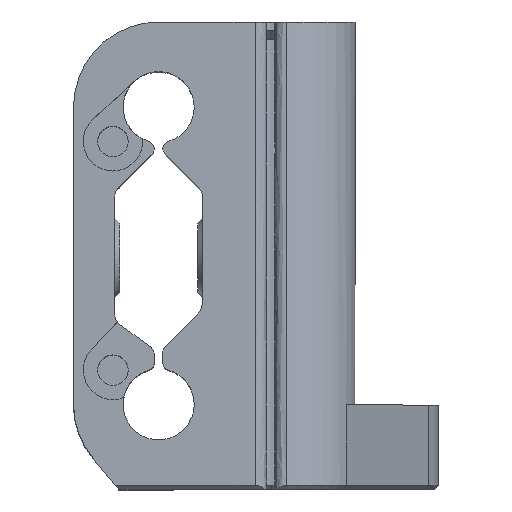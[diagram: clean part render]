
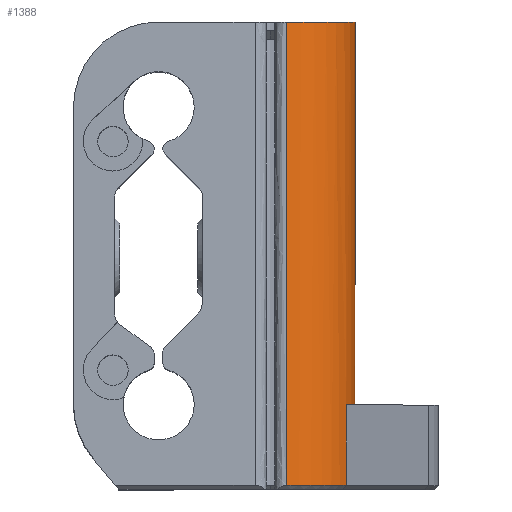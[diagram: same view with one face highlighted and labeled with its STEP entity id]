
A CAD part, top view. The second image highlights one B-rep face of the part: STEP entity #1388.
In plain terms, the highlighted cylindrical face has radius 10 mm (diameter 20 mm), a partial arc.
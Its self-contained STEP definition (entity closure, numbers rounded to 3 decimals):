
#46 = ORIENTED_EDGE ( 'NONE', *, *, #665, .F. ) ;
#144 = DIRECTION ( 'NONE',  ( 0., 0., -1. ) ) ;
#153 = VECTOR ( 'NONE', #1952, 1000. ) ;
#182 = VERTEX_POINT ( 'NONE', #270 ) ;
#270 = CARTESIAN_POINT ( 'NONE',  ( 22.158, -17.6, 76.149 ) ) ;
#345 = DIRECTION ( 'NONE',  ( 0., -1., 0. ) ) ;
#371 = CIRCLE ( 'NONE', #1381, 10. ) ;
#608 = CARTESIAN_POINT ( 'NONE',  ( 13.2, -27.6, 71.705 ) ) ;
#624 = EDGE_CURVE ( 'NONE', #6285, #4004, #4654, .T. ) ;
#665 = EDGE_CURVE ( 'NONE', #6285, #5408, #6568, .T. ) ;
#907 = EDGE_CURVE ( 'NONE', #4977, #182, #3245, .T. ) ;
#1073 = DIRECTION ( 'NONE',  ( 0., 1., 0. ) ) ;
#1204 = CYLINDRICAL_SURFACE ( 'NONE', #6106, 10. ) ;
#1265 = ORIENTED_EDGE ( 'NONE', *, *, #4310, .F. ) ;
#1381 = AXIS2_PLACEMENT_3D ( 'NONE', #2659, #1073, #4041 ) ;
#1388 = ADVANCED_FACE ( 'NONE', ( #5861 ), #1204, .T. ) ;
#1403 = AXIS2_PLACEMENT_3D ( 'NONE', #3501, #3478, #6023 ) ;
#1623 = DIRECTION ( 'NONE',  ( 0., -1., 0. ) ) ;
#1706 = CARTESIAN_POINT ( 'NONE',  ( 13.2, 27.6, 61.705 ) ) ;
#1762 = ORIENTED_EDGE ( 'NONE', *, *, #907, .F. ) ;
#1952 = DIRECTION ( 'NONE',  ( 0., -1., 0. ) ) ;
#2007 = EDGE_CURVE ( 'NONE', #182, #3448, #6497, .T. ) ;
#2420 = CARTESIAN_POINT ( 'NONE',  ( 22.158, 25.246, 76.149 ) ) ;
#2627 = ORIENTED_EDGE ( 'NONE', *, *, #624, .T. ) ;
#2659 = CARTESIAN_POINT ( 'NONE',  ( 13.2, -27.1, 71.705 ) ) ;
#2851 = CARTESIAN_POINT ( 'NONE',  ( 13.2, 17.55, 61.705 ) ) ;
#3008 = CARTESIAN_POINT ( 'NONE',  ( 15.149, -27.1, 81.513 ) ) ;
#3245 = CIRCLE ( 'NONE', #5363, 10. ) ;
#3372 = LINE ( 'NONE', #2851, #5274 ) ;
#3391 = CARTESIAN_POINT ( 'NONE',  ( 15.149, -8.867, 81.513 ) ) ;
#3448 = VERTEX_POINT ( 'NONE', #5027 ) ;
#3478 = DIRECTION ( 'NONE',  ( 0., 1., 0. ) ) ;
#3501 = CARTESIAN_POINT ( 'NONE',  ( 13.2, 27.6, 71.705 ) ) ;
#3592 = DIRECTION ( 'NONE',  ( 0., 1., 0. ) ) ;
#3822 = CARTESIAN_POINT ( 'NONE',  ( 15.149, 9.367, 81.513 ) ) ;
#4004 = VERTEX_POINT ( 'NONE', #3008 ) ;
#4041 = DIRECTION ( 'NONE',  ( 0., 0., 1. ) ) ;
#4310 = EDGE_CURVE ( 'NONE', #5408, #4977, #3372, .T. ) ;
#4482 = CARTESIAN_POINT ( 'NONE',  ( 15.149, -27.1, 81.513 ) ) ;
#4654 = B_SPLINE_CURVE_WITH_KNOTS ( 'NONE', 3,
 ( #5868, #3822, #3391, #4482 ),
 .UNSPECIFIED., .F., .F.,
 ( 4, 4 ),
 ( 0., 0.991 ),
 .UNSPECIFIED. ) ;
#4678 = ORIENTED_EDGE ( 'NONE', *, *, #5983, .T. ) ;
#4977 = VERTEX_POINT ( 'NONE', #6448 ) ;
#5027 = CARTESIAN_POINT ( 'NONE',  ( 22.158, -27.1, 76.149 ) ) ;
#5139 = DIRECTION ( 'NONE',  ( -1., 0., 0. ) ) ;
#5244 = CARTESIAN_POINT ( 'NONE',  ( 15.149, 27.6, 81.513 ) ) ;
#5274 = VECTOR ( 'NONE', #345, 1000. ) ;
#5363 = AXIS2_PLACEMENT_3D ( 'NONE', #5708, #1623, #144 ) ;
#5390 = ORIENTED_EDGE ( 'NONE', *, *, #2007, .F. ) ;
#5408 = VERTEX_POINT ( 'NONE', #1706 ) ;
#5708 = CARTESIAN_POINT ( 'NONE',  ( 13.2, -17.6, 71.705 ) ) ;
#5752 = EDGE_LOOP ( 'NONE', ( #2627, #4678, #5390, #1762, #1265, #46 ) ) ;
#5861 = FACE_OUTER_BOUND ( 'NONE', #5752, .T. ) ;
#5868 = CARTESIAN_POINT ( 'NONE',  ( 15.149, 27.6, 81.513 ) ) ;
#5983 = EDGE_CURVE ( 'NONE', #4004, #3448, #371, .T. ) ;
#6023 = DIRECTION ( 'NONE',  ( 0., 0., -1. ) ) ;
#6106 = AXIS2_PLACEMENT_3D ( 'NONE', #608, #3592, #5139 ) ;
#6285 = VERTEX_POINT ( 'NONE', #5244 ) ;
#6448 = CARTESIAN_POINT ( 'NONE',  ( 13.2, -17.6, 61.705 ) ) ;
#6497 = LINE ( 'NONE', #2420, #153 ) ;
#6568 = CIRCLE ( 'NONE', #1403, 10. ) ;
